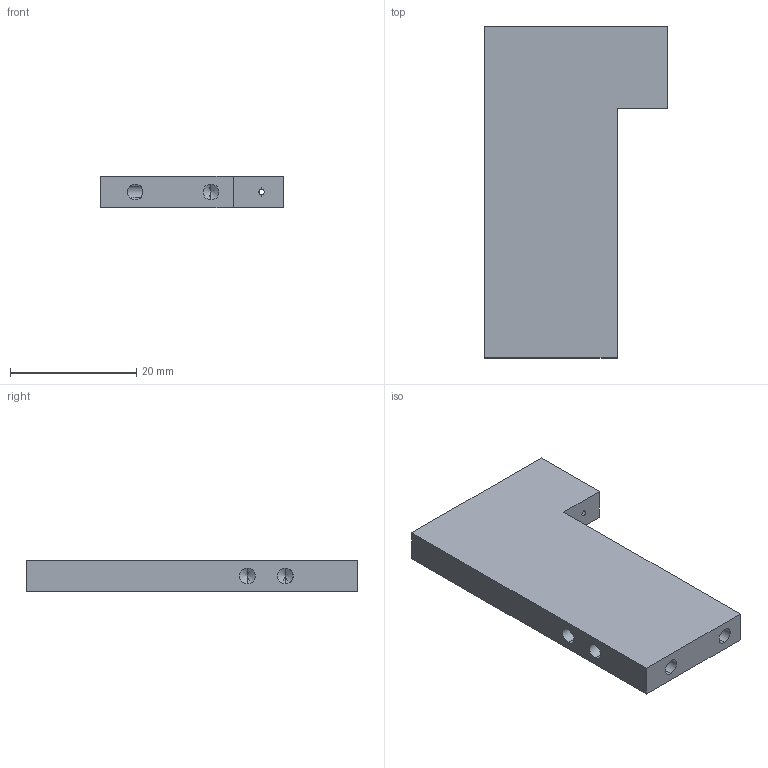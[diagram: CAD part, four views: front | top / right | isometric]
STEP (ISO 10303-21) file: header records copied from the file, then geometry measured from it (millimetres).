
FILE_DESCRIPTION (( 'STEP AP203' ), '1' );
FILE_NAME ('S-14-0252-02.STEP', '2016-07-04T16:44:27', ( '' ), ( '' ), 'SwSTEP 2.0', 'SolidWorks 2013', '' );
FILE_SCHEMA (( 'CONFIG_CONTROL_DESIGN' ));
Length unit declared in the file: millimetre
Products named in the file (1): S-14-0252-02
Bounding box: 29 x 52.5 x 5 mm (x, y, z)
Volume: 5690.8 mm3; surface area: 3751 mm2
Topology: 1 solids, 1 shells, 37 faces, 92 edges, 52 vertices
Faces by surface type: cone 15, cylinder 14, plane 8
Entity records: 1122 total; most frequent: CARTESIAN_POINT 197, DIRECTION 185, ORIENTED_EDGE 164, EDGE_CURVE 82, AXIS2_PLACEMENT_3D 70, VERTEX_POINT 52, EDGE_LOOP 46, LINE 45
